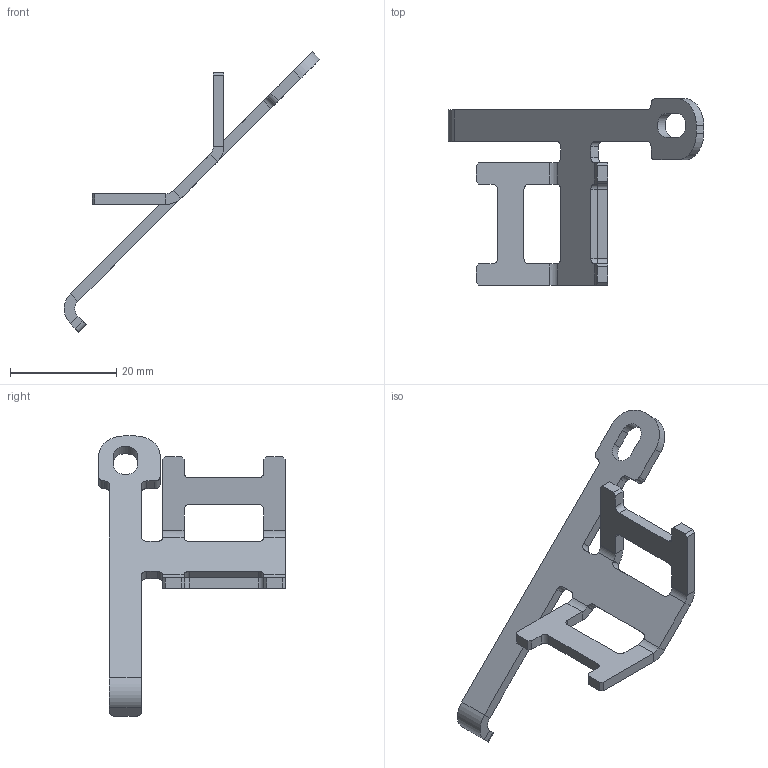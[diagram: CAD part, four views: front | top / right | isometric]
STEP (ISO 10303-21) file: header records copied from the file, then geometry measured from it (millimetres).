
FILE_DESCRIPTION(/* description */ (''),/* implementation_level */ '2;1');
FILE_NAME(/* name */ '0313000028 - Mastbefestigung SMALL.stp',/* time_stamp */ '2020-04-23T16:49:03+02:00',/* author */ ('alexander.rose'),/* organization */ (''),/* preprocessor_version */ 'ST-DEVELOPER v17.2',/* originating_system */ 'Autodesk Inventor 2019',/* authorisation */ '');
FILE_SCHEMA (('AUTOMOTIVE_DESIGN { 1 0 10303 214 3 1 1 }'));
Length unit declared in the file: millimetre
Products named in the file (1): 0313000028 - Mastbefestigung SMALL
Bounding box: 47.99 x 35 x 52.66 mm (x, y, z)
Volume: 2189 mm3; surface area: 2989.4 mm2
Topology: 1 solids, 1 shells, 104 faces, 285 edges, 179 vertices
Faces by surface type: plane 63, cylinder 36, bspline 5
Entity records: 4122 total; most frequent: CARTESIAN_POINT 1420, ORIENTED_EDGE 570, DIRECTION 545, EDGE_CURVE 285, LINE 201, VECTOR 201, VERTEX_POINT 179, AXIS2_PLACEMENT_3D 172
